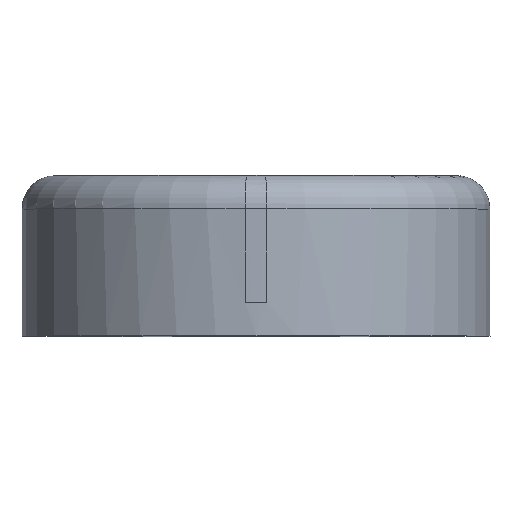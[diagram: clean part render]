
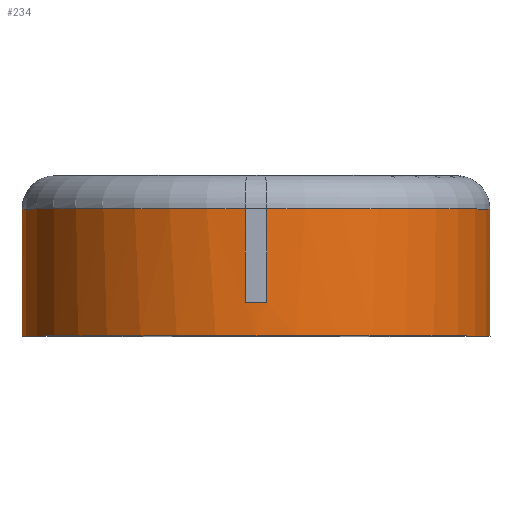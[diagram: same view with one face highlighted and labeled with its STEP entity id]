
A CAD part, top view. The second image highlights one B-rep face of the part: STEP entity #234.
In plain terms, the highlighted cylindrical face has radius 35 mm (diameter 70 mm), a partial arc.
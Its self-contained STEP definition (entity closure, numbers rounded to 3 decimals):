
#44 = CARTESIAN_POINT ( 'NONE',  ( 1.606, 5., 34.963 ) ) ;
#107 = CARTESIAN_POINT ( 'NONE',  ( -18.15, 10.827, -29.927 ) ) ;
#115 = CYLINDRICAL_SURFACE ( 'NONE', #314, 35. ) ;
#131 = VERTEX_POINT ( 'NONE', #2520 ) ;
#145 = DIRECTION ( 'NONE',  ( 0., -1., 0. ) ) ;
#182 = CARTESIAN_POINT ( 'NONE',  ( 18.221, 9., -29.883 ) ) ;
#212 = EDGE_CURVE ( 'NONE', #1957, #1462, #1074, .T. ) ;
#234 = ADVANCED_FACE ( 'NONE', ( #616 ), #115, .T. ) ;
#273 = DIRECTION ( 'NONE',  ( 0., 0., 1. ) ) ;
#314 = AXIS2_PLACEMENT_3D ( 'NONE', #603, #2460, #1485 ) ;
#316 = DIRECTION ( 'NONE',  ( 0., 1., 0. ) ) ;
#360 = DIRECTION ( 'NONE',  ( 0., 1., 0. ) ) ;
#367 = CARTESIAN_POINT ( 'NONE',  ( 17.637, 13.489, -30.232 ) ) ;
#428 = EDGE_CURVE ( 'NONE', #1462, #440, #725, .T. ) ;
#440 = VERTEX_POINT ( 'NONE', #755 ) ;
#565 = CARTESIAN_POINT ( 'NONE',  ( -17.085, 15.212, -30.548 ) ) ;
#567 = CARTESIAN_POINT ( 'NONE',  ( 15.391, 18.303, -31.435 ) ) ;
#578 = VECTOR ( 'NONE', #316, 1000. ) ;
#603 = CARTESIAN_POINT ( 'NONE',  ( 0., 24., 0. ) ) ;
#616 = FACE_OUTER_BOUND ( 'NONE', #1417, .T. ) ;
#690 = CARTESIAN_POINT ( 'NONE',  ( 18.221, 24., -29.883 ) ) ;
#696 = EDGE_CURVE ( 'NONE', #2094, #440, #2449, .T. ) ;
#725 = LINE ( 'NONE', #44, #578 ) ;
#755 = CARTESIAN_POINT ( 'NONE',  ( 1.606, 19., 34.963 ) ) ;
#777 = ORIENTED_EDGE ( 'NONE', *, *, #2655, .T. ) ;
#792 = CARTESIAN_POINT ( 'NONE',  ( -15.386, 18.31, -31.438 ) ) ;
#795 = CARTESIAN_POINT ( 'NONE',  ( 0., 19., 0. ) ) ;
#818 = ORIENTED_EDGE ( 'NONE', *, *, #428, .F. ) ;
#900 = CIRCLE ( 'NONE', #2709, 35. ) ;
#963 = VERTEX_POINT ( 'NONE', #2132 ) ;
#991 = EDGE_CURVE ( 'NONE', #2476, #2094, #2931, .T. ) ;
#993 = ORIENTED_EDGE ( 'NONE', *, *, #2243, .T. ) ;
#1009 = CARTESIAN_POINT ( 'NONE',  ( -14.851, 19., -31.693 ) ) ;
#1054 = AXIS2_PLACEMENT_3D ( 'NONE', #795, #2888, #2611 ) ;
#1074 = CIRCLE ( 'NONE', #1412, 35. ) ;
#1078 = ORIENTED_EDGE ( 'NONE', *, *, #2457, .T. ) ;
#1085 = LINE ( 'NONE', #690, #1329 ) ;
#1172 = CARTESIAN_POINT ( 'NONE',  ( 1.606, 5., 34.963 ) ) ;
#1218 = ORIENTED_EDGE ( 'NONE', *, *, #1777, .F. ) ;
#1226 = EDGE_CURVE ( 'NONE', #1730, #131, #900, .T. ) ;
#1231 = ORIENTED_EDGE ( 'NONE', *, *, #2442, .T. ) ;
#1318 = ORIENTED_EDGE ( 'NONE', *, *, #1226, .T. ) ;
#1329 = VECTOR ( 'NONE', #1807, 1000. ) ;
#1380 = DIRECTION ( 'NONE',  ( 0., -1., 0. ) ) ;
#1412 = AXIS2_PLACEMENT_3D ( 'NONE', #2849, #360, #2629 ) ;
#1417 = EDGE_LOOP ( 'NONE', ( #2201, #1473, #818, #2263, #1231, #1318, #993, #1078, #777, #1218 ) ) ;
#1462 = VERTEX_POINT ( 'NONE', #1172 ) ;
#1473 = ORIENTED_EDGE ( 'NONE', *, *, #696, .T. ) ;
#1475 = CARTESIAN_POINT ( 'NONE',  ( -17.509, 13.936, -30.306 ) ) ;
#1478 = CARTESIAN_POINT ( 'NONE',  ( 15.881, 17.568, -31.191 ) ) ;
#1485 = DIRECTION ( 'NONE',  ( 0., 0., -1. ) ) ;
#1520 = CARTESIAN_POINT ( 'NONE',  ( 14.851, 19., -31.693 ) ) ;
#1593 = LINE ( 'NONE', #2284, #2208 ) ;
#1610 = LINE ( 'NONE', #2479, #2400 ) ;
#1634 = VERTEX_POINT ( 'NONE', #2218 ) ;
#1643 = CARTESIAN_POINT ( 'NONE',  ( 0., 0., 0. ) ) ;
#1675 = CARTESIAN_POINT ( 'NONE',  ( -15.876, 17.576, -31.193 ) ) ;
#1688 = CARTESIAN_POINT ( 'NONE',  ( -15.126, 18.662, -31.564 ) ) ;
#1701 = CARTESIAN_POINT ( 'NONE',  ( -16.105, 17.194, -31.075 ) ) ;
#1703 = CARTESIAN_POINT ( 'NONE',  ( 17.086, 15.212, -30.548 ) ) ;
#1730 = VERTEX_POINT ( 'NONE', #2928 ) ;
#1733 = CARTESIAN_POINT ( 'NONE',  ( -18.221, 9.92, -29.883 ) ) ;
#1748 = CARTESIAN_POINT ( 'NONE',  ( 15.128, 18.66, -31.563 ) ) ;
#1755 = DIRECTION ( 'NONE',  ( 0., 0., 1. ) ) ;
#1777 = EDGE_CURVE ( 'NONE', #2476, #2466, #1085, .T. ) ;
#1789 = DIRECTION ( 'NONE',  ( 0., 1., 0. ) ) ;
#1807 = DIRECTION ( 'NONE',  ( 0., -1., 0. ) ) ;
#1957 = VERTEX_POINT ( 'NONE', #2137 ) ;
#1977 = CARTESIAN_POINT ( 'NONE',  ( 16.735, 16.027, -30.743 ) ) ;
#2081 = CARTESIAN_POINT ( 'NONE',  ( 18.221, 0., -29.883 ) ) ;
#2094 = VERTEX_POINT ( 'NONE', #2317 ) ;
#2132 = CARTESIAN_POINT ( 'NONE',  ( -18.221, 0., -29.883 ) ) ;
#2137 = CARTESIAN_POINT ( 'NONE',  ( -1.606, 5., 34.963 ) ) ;
#2167 = CARTESIAN_POINT ( 'NONE',  ( -17.937, 12.171, -30.054 ) ) ;
#2169 = AXIS2_PLACEMENT_3D ( 'NONE', #1643, #2549, #273 ) ;
#2198 = CARTESIAN_POINT ( 'NONE',  ( 16.107, 17.19, -31.074 ) ) ;
#2201 = ORIENTED_EDGE ( 'NONE', *, *, #991, .T. ) ;
#2206 = CARTESIAN_POINT ( 'NONE',  ( 0., 19., 0. ) ) ;
#2208 = VECTOR ( 'NONE', #1380, 1000. ) ;
#2218 = CARTESIAN_POINT ( 'NONE',  ( -18.221, 9., -29.883 ) ) ;
#2243 = EDGE_CURVE ( 'NONE', #131, #1634, #2850, .T. ) ;
#2263 = ORIENTED_EDGE ( 'NONE', *, *, #212, .F. ) ;
#2284 = CARTESIAN_POINT ( 'NONE',  ( -18.221, 24., -29.883 ) ) ;
#2317 = CARTESIAN_POINT ( 'NONE',  ( 14.851, 19., -31.693 ) ) ;
#2395 = CARTESIAN_POINT ( 'NONE',  ( -17.634, 13.501, -30.233 ) ) ;
#2400 = VECTOR ( 'NONE', #1789, 1000. ) ;
#2424 = CARTESIAN_POINT ( 'NONE',  ( 18.221, 9., -29.883 ) ) ;
#2436 = CARTESIAN_POINT ( 'NONE',  ( 17.938, 12.167, -30.054 ) ) ;
#2442 = EDGE_CURVE ( 'NONE', #1957, #1730, #1610, .T. ) ;
#2449 = CIRCLE ( 'NONE', #1054, 35. ) ;
#2457 = EDGE_CURVE ( 'NONE', #1634, #963, #1593, .T. ) ;
#2460 = DIRECTION ( 'NONE',  ( 0., -1., 0. ) ) ;
#2466 = VERTEX_POINT ( 'NONE', #2081 ) ;
#2476 = VERTEX_POINT ( 'NONE', #182 ) ;
#2479 = CARTESIAN_POINT ( 'NONE',  ( -1.606, 5., 34.963 ) ) ;
#2520 = CARTESIAN_POINT ( 'NONE',  ( -14.851, 19., -31.693 ) ) ;
#2549 = DIRECTION ( 'NONE',  ( 0., 1., 0. ) ) ;
#2579 = CARTESIAN_POINT ( 'NONE',  ( -17.848, 12.616, -30.107 ) ) ;
#2595 = CIRCLE ( 'NONE', #2169, 35. ) ;
#2596 = CARTESIAN_POINT ( 'NONE',  ( 18.15, 10.828, -29.927 ) ) ;
#2606 = CARTESIAN_POINT ( 'NONE',  ( -16.736, 16.026, -30.743 ) ) ;
#2608 = CARTESIAN_POINT ( 'NONE',  ( 17.85, 12.61, -30.107 ) ) ;
#2611 = DIRECTION ( 'NONE',  ( 0., 0., 1. ) ) ;
#2629 = DIRECTION ( 'NONE',  ( 0., 0., 1. ) ) ;
#2636 = CARTESIAN_POINT ( 'NONE',  ( 18.221, 9.921, -29.883 ) ) ;
#2655 = EDGE_CURVE ( 'NONE', #963, #2466, #2595, .T. ) ;
#2678 = CARTESIAN_POINT ( 'NONE',  ( -18.221, 9., -29.883 ) ) ;
#2709 = AXIS2_PLACEMENT_3D ( 'NONE', #2206, #145, #1755 ) ;
#2849 = CARTESIAN_POINT ( 'NONE',  ( 0., 5., 0. ) ) ;
#2850 = B_SPLINE_CURVE_WITH_KNOTS ( 'NONE', 3,
 ( #1009, #1688, #792, #1675, #1701, #2606, #565, #1475, #2395, #2579, #2167, #107, #1733, #2678 ),
 .UNSPECIFIED., .F., .F.,
 ( 4, 2, 2, 2, 2, 2, 4 ),
 ( 0.013, 0.014, 0.016, 0.018, 0.02, 0.021, 0.024 ),
 .UNSPECIFIED. ) ;
#2872 = CARTESIAN_POINT ( 'NONE',  ( 17.512, 13.927, -30.304 ) ) ;
#2888 = DIRECTION ( 'NONE',  ( 0., -1., 0. ) ) ;
#2928 = CARTESIAN_POINT ( 'NONE',  ( -1.606, 19., 34.963 ) ) ;
#2931 = B_SPLINE_CURVE_WITH_KNOTS ( 'NONE', 3,
 ( #2424, #2636, #2596, #2436, #2608, #367, #2872, #1703, #1977, #2198, #1478, #567, #1748, #1520 ),
 .UNSPECIFIED., .F., .F.,
 ( 4, 2, 2, 2, 2, 2, 4 ),
 ( 0., 0.003, 0.004, 0.005, 0.008, 0.01, 0.011 ),
 .UNSPECIFIED. ) ;
